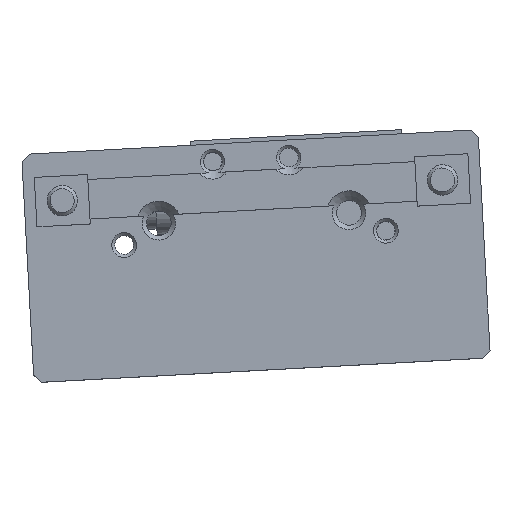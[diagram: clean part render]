
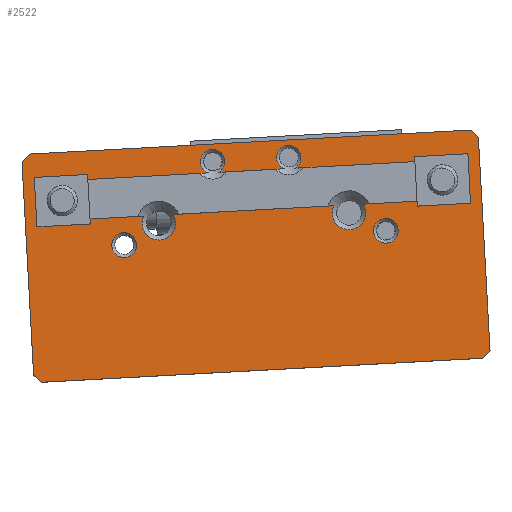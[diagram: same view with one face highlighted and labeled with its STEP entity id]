
A CAD part, top view. The second image highlights one B-rep face of the part: STEP entity #2522.
In plain terms, the highlighted planar face has unit normal (0, 0, 1).
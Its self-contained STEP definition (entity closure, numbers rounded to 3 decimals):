
#148=FACE_BOUND('',#560,.T.);
#149=FACE_BOUND('',#561,.T.);
#150=FACE_BOUND('',#562,.T.);
#151=FACE_BOUND('',#563,.T.);
#152=FACE_BOUND('',#564,.T.);
#244=CIRCLE('',#2727,2.45);
#246=CIRCLE('',#2730,2.45);
#247=CIRCLE('',#2731,1.629);
#248=CIRCLE('',#2732,1.6);
#249=CIRCLE('',#2733,2.2);
#250=CIRCLE('',#2734,2.2);
#251=CIRCLE('',#2735,1.6);
#252=CIRCLE('',#2736,1.63);
#362=FACE_OUTER_BOUND('',#559,.T.);
#559=EDGE_LOOP('',(#1708,#1709,#1710,#1711,#1712,#1713,#1714,#1715));
#560=EDGE_LOOP('',(#1716));
#561=EDGE_LOOP('',(#1717));
#562=EDGE_LOOP('',(#1718,#1719,#1720,#1721,#1722,#1723,#1724,#1725,#1726,
#1727,#1728,#1729));
#563=EDGE_LOOP('',(#1730));
#564=EDGE_LOOP('',(#1731));
#799=LINE('',#3832,#951);
#800=LINE('',#3834,#952);
#801=LINE('',#3836,#953);
#802=LINE('',#3838,#954);
#803=LINE('',#3840,#955);
#804=LINE('',#3842,#956);
#805=LINE('',#3844,#957);
#806=LINE('',#3845,#958);
#807=LINE('',#3854,#959);
#808=LINE('',#3856,#960);
#809=LINE('',#3858,#961);
#810=LINE('',#3862,#962);
#811=LINE('',#3866,#963);
#812=LINE('',#3868,#964);
#813=LINE('',#3870,#965);
#814=LINE('',#3873,#966);
#951=VECTOR('',#3116,28.);
#952=VECTOR('',#3117,1.414);
#953=VECTOR('',#3118,58.);
#954=VECTOR('',#3119,1.414);
#955=VECTOR('',#3120,28.);
#956=VECTOR('',#3121,1.414);
#957=VECTOR('',#3122,58.);
#958=VECTOR('',#3123,1.414);
#959=VECTOR('',#3130,16.324);
#960=VECTOR('',#3131,5.2);
#961=VECTOR('',#3132,7.567);
#962=VECTOR('',#3135,21.133);
#963=VECTOR('',#3138,7.567);
#964=VECTOR('',#3139,5.2);
#965=VECTOR('',#3140,16.324);
#966=VECTOR('',#3143,8.647);
#1125=VERTEX_POINT('',#3825);
#1127=VERTEX_POINT('',#3830);
#1128=VERTEX_POINT('',#3831);
#1129=VERTEX_POINT('',#3833);
#1130=VERTEX_POINT('',#3835);
#1131=VERTEX_POINT('',#3837);
#1132=VERTEX_POINT('',#3839);
#1133=VERTEX_POINT('',#3841);
#1134=VERTEX_POINT('',#3843);
#1135=VERTEX_POINT('',#3846);
#1136=VERTEX_POINT('',#3848);
#1137=VERTEX_POINT('',#3850);
#1138=VERTEX_POINT('',#3851);
#1139=VERTEX_POINT('',#3853);
#1140=VERTEX_POINT('',#3855);
#1141=VERTEX_POINT('',#3857);
#1142=VERTEX_POINT('',#3859);
#1143=VERTEX_POINT('',#3861);
#1144=VERTEX_POINT('',#3863);
#1145=VERTEX_POINT('',#3865);
#1146=VERTEX_POINT('',#3867);
#1147=VERTEX_POINT('',#3869);
#1148=VERTEX_POINT('',#3871);
#1149=VERTEX_POINT('',#3874);
#1361=EDGE_CURVE('',#1125,#1125,#244,.T.);
#1363=EDGE_CURVE('',#1127,#1128,#799,.T.);
#1364=EDGE_CURVE('',#1129,#1127,#800,.T.);
#1365=EDGE_CURVE('',#1130,#1129,#801,.T.);
#1366=EDGE_CURVE('',#1131,#1130,#802,.T.);
#1367=EDGE_CURVE('',#1132,#1131,#803,.T.);
#1368=EDGE_CURVE('',#1133,#1132,#804,.T.);
#1369=EDGE_CURVE('',#1134,#1133,#805,.T.);
#1370=EDGE_CURVE('',#1128,#1134,#806,.T.);
#1371=EDGE_CURVE('',#1135,#1135,#246,.T.);
#1372=EDGE_CURVE('',#1136,#1136,#247,.T.);
#1373=EDGE_CURVE('',#1137,#1138,#248,.T.);
#1374=EDGE_CURVE('',#1138,#1139,#807,.T.);
#1375=EDGE_CURVE('',#1140,#1139,#808,.T.);
#1376=EDGE_CURVE('',#1140,#1141,#809,.T.);
#1377=EDGE_CURVE('',#1141,#1142,#249,.T.);
#1378=EDGE_CURVE('',#1142,#1143,#810,.T.);
#1379=EDGE_CURVE('',#1143,#1144,#250,.T.);
#1380=EDGE_CURVE('',#1144,#1145,#811,.T.);
#1381=EDGE_CURVE('',#1146,#1145,#812,.T.);
#1382=EDGE_CURVE('',#1146,#1147,#813,.T.);
#1383=EDGE_CURVE('',#1147,#1148,#251,.T.);
#1384=EDGE_CURVE('',#1148,#1137,#814,.T.);
#1385=EDGE_CURVE('',#1149,#1149,#252,.T.);
#1708=ORIENTED_EDGE('',*,*,#1363,.F.);
#1709=ORIENTED_EDGE('',*,*,#1364,.F.);
#1710=ORIENTED_EDGE('',*,*,#1365,.F.);
#1711=ORIENTED_EDGE('',*,*,#1366,.F.);
#1712=ORIENTED_EDGE('',*,*,#1367,.F.);
#1713=ORIENTED_EDGE('',*,*,#1368,.F.);
#1714=ORIENTED_EDGE('',*,*,#1369,.F.);
#1715=ORIENTED_EDGE('',*,*,#1370,.F.);
#1716=ORIENTED_EDGE('',*,*,#1371,.F.);
#1717=ORIENTED_EDGE('',*,*,#1372,.F.);
#1718=ORIENTED_EDGE('',*,*,#1373,.T.);
#1719=ORIENTED_EDGE('',*,*,#1374,.T.);
#1720=ORIENTED_EDGE('',*,*,#1375,.F.);
#1721=ORIENTED_EDGE('',*,*,#1376,.T.);
#1722=ORIENTED_EDGE('',*,*,#1377,.T.);
#1723=ORIENTED_EDGE('',*,*,#1378,.T.);
#1724=ORIENTED_EDGE('',*,*,#1379,.T.);
#1725=ORIENTED_EDGE('',*,*,#1380,.T.);
#1726=ORIENTED_EDGE('',*,*,#1381,.F.);
#1727=ORIENTED_EDGE('',*,*,#1382,.T.);
#1728=ORIENTED_EDGE('',*,*,#1383,.T.);
#1729=ORIENTED_EDGE('',*,*,#1384,.T.);
#1730=ORIENTED_EDGE('',*,*,#1385,.F.);
#1731=ORIENTED_EDGE('',*,*,#1361,.F.);
#2231=PLANE('',#2729);
#2522=ADVANCED_FACE('',(#362,#148,#149,#150,#151,#152),#2231,.T.);
#2727=AXIS2_PLACEMENT_3D('',#3826,#3110,#3111);
#2729=AXIS2_PLACEMENT_3D('',#3829,#3114,#3115);
#2730=AXIS2_PLACEMENT_3D('',#3847,#3124,#3125);
#2731=AXIS2_PLACEMENT_3D('',#3849,#3126,#3127);
#2732=AXIS2_PLACEMENT_3D('',#3852,#3128,#3129);
#2733=AXIS2_PLACEMENT_3D('',#3860,#3133,#3134);
#2734=AXIS2_PLACEMENT_3D('',#3864,#3136,#3137);
#2735=AXIS2_PLACEMENT_3D('',#3872,#3141,#3142);
#2736=AXIS2_PLACEMENT_3D('',#3875,#3144,#3145);
#3110=DIRECTION('center_axis',(0.,0.,
1.));
#3111=DIRECTION('ref_axis',(-0.999,-0.054,0.));
#3114=DIRECTION('center_axis',(0.,0.,
1.));
#3115=DIRECTION('ref_axis',(0.999,0.054,0.));
#3116=DIRECTION('',(0.054,-0.999,0.));
#3117=DIRECTION('',(0.745,-0.668,0.));
#3118=DIRECTION('',(0.999,0.054,0.));
#3119=DIRECTION('',(0.668,0.745,0.));
#3120=DIRECTION('',(-0.054,0.999,0.));
#3121=DIRECTION('',(-0.745,0.668,0.));
#3122=DIRECTION('',(-0.999,-0.054,0.));
#3123=DIRECTION('',(-0.668,-0.745,0.));
#3124=DIRECTION('center_axis',(0.,0.,
1.));
#3125=DIRECTION('ref_axis',(-0.999,-0.054,0.));
#3126=DIRECTION('center_axis',(0.,0.,
1.));
#3127=DIRECTION('ref_axis',(-0.999,-0.054,0.));
#3128=DIRECTION('center_axis',(0.,0.,
-1.));
#3129=DIRECTION('ref_axis',(-0.999,-0.054,0.));
#3130=DIRECTION('',(0.999,0.054,0.));
#3131=DIRECTION('',(-0.054,0.999,0.));
#3132=DIRECTION('',(-0.999,-0.054,0.));
#3133=DIRECTION('center_axis',(0.,0.,
-1.));
#3134=DIRECTION('ref_axis',(-0.999,-0.054,0.));
#3135=DIRECTION('',(-0.999,-0.054,0.));
#3136=DIRECTION('center_axis',(0.,0.,
-1.));
#3137=DIRECTION('ref_axis',(-0.999,-0.054,0.));
#3138=DIRECTION('',(-0.999,-0.054,0.));
#3139=DIRECTION('',(0.054,-0.999,0.));
#3140=DIRECTION('',(0.999,0.054,0.));
#3141=DIRECTION('center_axis',(0.,0.,
-1.));
#3142=DIRECTION('ref_axis',(-0.999,-0.054,0.));
#3143=DIRECTION('',(0.999,0.054,0.));
#3144=DIRECTION('center_axis',(0.,0.,
1.));
#3145=DIRECTION('ref_axis',(-0.999,-0.054,0.));
#3825=CARTESIAN_POINT('',(831.87,84.468,12.898));
#3826=CARTESIAN_POINT('Origin',(829.424,84.335,12.898));
#3829=CARTESIAN_POINT('Origin',(804.932,74.336,12.898));
#3830=CARTESIAN_POINT('',(834.125,89.949,12.898));
#3831=CARTESIAN_POINT('',(835.65,61.99,12.898));
#3832=CARTESIAN_POINT('',(834.071,90.947,12.898));
#3833=CARTESIAN_POINT('',(833.072,90.893,12.898));
#3834=CARTESIAN_POINT('',(829.65,93.961,12.898));
#3835=CARTESIAN_POINT('',(775.158,87.735,12.898));
#3836=CARTESIAN_POINT('',(774.16,87.681,12.898));
#3837=CARTESIAN_POINT('',(774.214,86.682,12.898));
#3838=CARTESIAN_POINT('',(778.227,91.158,12.898));
#3839=CARTESIAN_POINT('',(775.739,58.724,12.898));
#3840=CARTESIAN_POINT('',(775.793,57.725,12.898));
#3841=CARTESIAN_POINT('',(776.792,57.78,12.898));
#3842=CARTESIAN_POINT('',(780.214,54.712,12.898));
#3843=CARTESIAN_POINT('',(834.705,60.937,12.898));
#3844=CARTESIAN_POINT('',(835.704,60.992,12.898));
#3845=CARTESIAN_POINT('',(831.637,57.515,12.898));
#3846=CARTESIAN_POINT('',(781.944,81.746,12.898));
#3847=CARTESIAN_POINT('Origin',(779.498,81.613,12.898));
#3848=CARTESIAN_POINT('',(789.254,75.885,12.898));
#3849=CARTESIAN_POINT('Origin',(787.627,75.797,12.898));
#3850=CARTESIAN_POINT('',(808.637,85.805,12.898));
#3851=CARTESIAN_POINT('',(809.987,85.879,12.898));
#3852=CARTESIAN_POINT('Origin',(809.233,87.29,12.898));
#3853=CARTESIAN_POINT('',(826.287,86.767,12.898));
#3854=CARTESIAN_POINT('',(819.297,86.386,12.898));
#3855=CARTESIAN_POINT('',(826.57,81.575,12.898));
#3856=CARTESIAN_POINT('',(826.513,82.613,12.898));
#3857=CARTESIAN_POINT('',(819.014,81.163,12.898));
#3858=CARTESIAN_POINT('',(819.58,81.194,12.898));
#3859=CARTESIAN_POINT('',(815.154,80.953,12.898));
#3860=CARTESIAN_POINT('Origin',(817.141,80.01,12.898));
#3861=CARTESIAN_POINT('',(794.051,79.802,12.898));
#3862=CARTESIAN_POINT('',(819.58,81.194,12.898));
#3863=CARTESIAN_POINT('',(790.191,79.592,12.898));
#3864=CARTESIAN_POINT('Origin',(792.178,78.649,12.898));
#3865=CARTESIAN_POINT('',(782.635,79.18,12.898));
#3866=CARTESIAN_POINT('',(819.58,81.194,12.898));
#3867=CARTESIAN_POINT('',(782.352,84.372,12.898));
#3868=CARTESIAN_POINT('',(782.428,82.987,12.898));
#3869=CARTESIAN_POINT('',(798.651,85.261,12.898));
#3870=CARTESIAN_POINT('',(819.297,86.386,12.898));
#3871=CARTESIAN_POINT('',(800.002,85.334,12.898));
#3872=CARTESIAN_POINT('Origin',(799.248,86.745,12.898));
#3873=CARTESIAN_POINT('',(819.297,86.386,12.898));
#3874=CARTESIAN_POINT('',(823.603,77.758,12.898));
#3875=CARTESIAN_POINT('Origin',(821.976,77.669,12.898));
